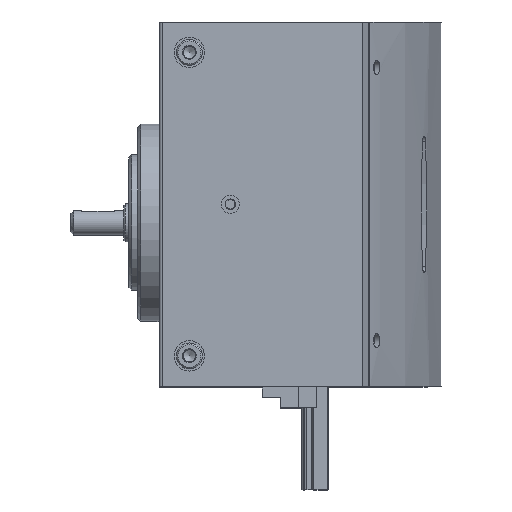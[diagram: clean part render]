
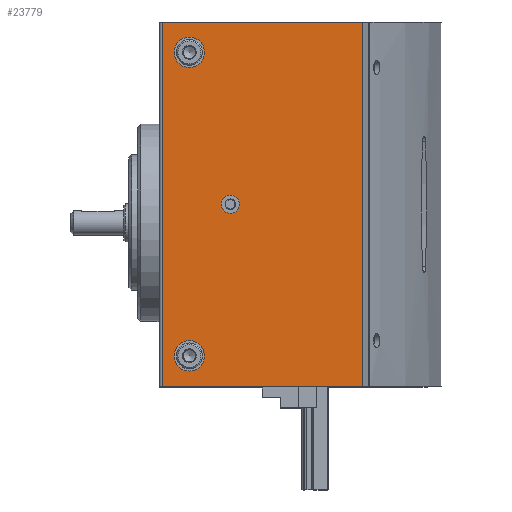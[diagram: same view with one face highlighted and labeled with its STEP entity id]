
A CAD part, top view. The second image highlights one B-rep face of the part: STEP entity #23779.
In plain terms, the highlighted face is planar.
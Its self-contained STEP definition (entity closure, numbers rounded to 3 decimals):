
#3102=LINE('',#41185,#4953);
#3103=LINE('',#41195,#4954);
#3104=LINE('',#41197,#4955);
#3105=LINE('',#41199,#4956);
#4953=VECTOR('',#33490,1000.);
#4954=VECTOR('',#33501,1000.);
#4955=VECTOR('',#33502,1000.);
#4956=VECTOR('',#33503,1000.);
#10979=ORIENTED_EDGE('',*,*,#14303,.F.);
#10980=ORIENTED_EDGE('',*,*,#14304,.F.);
#10981=ORIENTED_EDGE('',*,*,#14305,.F.);
#10982=ORIENTED_EDGE('',*,*,#14306,.T.);
#10983=ORIENTED_EDGE('',*,*,#14307,.F.);
#10984=ORIENTED_EDGE('',*,*,#14308,.F.);
#10985=ORIENTED_EDGE('',*,*,#14301,.T.);
#14301=EDGE_CURVE('',#16602,#16601,#3102,.T.);
#14303=EDGE_CURVE('',#16603,#16603,#17700,.T.);
#14304=EDGE_CURVE('',#16604,#16604,#17701,.T.);
#14305=EDGE_CURVE('',#16605,#16605,#17702,.T.);
#14306=EDGE_CURVE('',#16601,#16606,#3103,.T.);
#14307=EDGE_CURVE('',#16607,#16606,#3104,.T.);
#14308=EDGE_CURVE('',#16602,#16607,#3105,.T.);
#16601=VERTEX_POINT('',#41184);
#16602=VERTEX_POINT('',#41186);
#16603=VERTEX_POINT('',#41190);
#16604=VERTEX_POINT('',#41192);
#16605=VERTEX_POINT('',#41194);
#16606=VERTEX_POINT('',#41196);
#16607=VERTEX_POINT('',#41198);
#17700=CIRCLE('',#26794,3.);
#17701=CIRCLE('',#26795,5.);
#17702=CIRCLE('',#26796,5.);
#19619=EDGE_LOOP('',(#10979));
#19620=EDGE_LOOP('',(#10980));
#19621=EDGE_LOOP('',(#10981));
#19622=EDGE_LOOP('',(#10982,#10983,#10984,#10985));
#21627=FACE_BOUND('',#19619,.T.);
#21628=FACE_BOUND('',#19620,.T.);
#21629=FACE_BOUND('',#19621,.T.);
#21630=FACE_BOUND('',#19622,.T.);
#22441=PLANE('',#26793);
#23779=ADVANCED_FACE('',(#21627,#21628,#21629,#21630),#22441,.F.);
#26793=AXIS2_PLACEMENT_3D('',#41188,#33493,#33494);
#26794=AXIS2_PLACEMENT_3D('',#41189,#33495,#33496);
#26795=AXIS2_PLACEMENT_3D('',#41191,#33497,#33498);
#26796=AXIS2_PLACEMENT_3D('',#41193,#33499,#33500);
#33490=DIRECTION('',(0.,0.,-1.));
#33493=DIRECTION('',(0.,1.,0.));
#33494=DIRECTION('',(0.,0.,1.));
#33495=DIRECTION('',(0.,-1.,0.));
#33496=DIRECTION('',(0.,0.,-1.));
#33497=DIRECTION('',(0.,-1.,0.));
#33498=DIRECTION('',(0.,0.,-1.));
#33499=DIRECTION('',(0.,-1.,0.));
#33500=DIRECTION('',(0.,0.,-1.));
#33501=DIRECTION('',(1.,0.,0.));
#33502=DIRECTION('',(0.,0.,-1.));
#33503=DIRECTION('',(1.,0.,0.));
#41184=CARTESIAN_POINT('',(1.,0.,-60.));
#41185=CARTESIAN_POINT('',(1.,0.,60.));
#41186=CARTESIAN_POINT('',(1.,0.,60.));
#41188=CARTESIAN_POINT('',(1.,0.,60.));
#41189=CARTESIAN_POINT('',(23.5,0.,0.));
#41190=CARTESIAN_POINT('',(23.5,0.,-3.));
#41191=CARTESIAN_POINT('',(10.,0.,50.));
#41192=CARTESIAN_POINT('',(10.,0.,45.));
#41193=CARTESIAN_POINT('',(10.,0.,-50.));
#41194=CARTESIAN_POINT('',(10.,0.,-55.));
#41195=CARTESIAN_POINT('',(1.,0.,-60.));
#41196=CARTESIAN_POINT('',(67.023,0.,-60.));
#41197=CARTESIAN_POINT('',(67.023,0.,60.));
#41198=CARTESIAN_POINT('',(67.023,0.,60.));
#41199=CARTESIAN_POINT('',(1.,0.,60.));
